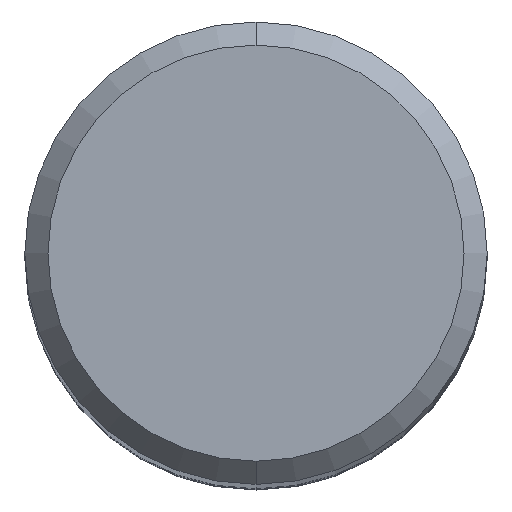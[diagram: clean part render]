
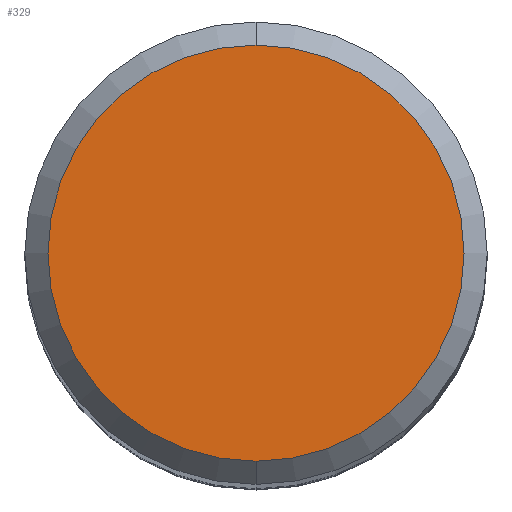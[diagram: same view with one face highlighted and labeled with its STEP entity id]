
A CAD part, top view. The second image highlights one B-rep face of the part: STEP entity #329.
In plain terms, the highlighted planar face has unit normal (0, 0, 1).
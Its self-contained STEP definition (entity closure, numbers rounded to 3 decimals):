
#281=EDGE_CURVE('',#373,#355,#595,.T.);
#315=EDGE_CURVE('',#355,#373,#634,.T.);
#329=ADVANCED_FACE('',(#649),#650,.T.);
#355=VERTEX_POINT('',#678);
#373=VERTEX_POINT('',#699);
#595=CIRCLE('',#1136,5.4);
#634=CIRCLE('',#1185,5.4);
#649=FACE_OUTER_BOUND('',#1202,.T.);
#650=PLANE('',#1203);
#678=CARTESIAN_POINT('',(0.,-5.4,0.0));
#699=CARTESIAN_POINT('',(0.0,5.4,0.0));
#1136=AXIS2_PLACEMENT_3D('',#1616,#1617,#1618);
#1185=AXIS2_PLACEMENT_3D('',#1673,#1674,#1675);
#1202=EDGE_LOOP('',(#1688,#1689));
#1203=AXIS2_PLACEMENT_3D('',#1690,#1691,#1692);
#1616=CARTESIAN_POINT('',(0.0,0.0,0.0));
#1617=DIRECTION('',(0.0,0.0,-1.0));
#1618=DIRECTION('',(0.0,1.0,0.0));
#1673=CARTESIAN_POINT('',(0.0,0.0,0.0));
#1674=DIRECTION('',(0.0,0.0,-1.0));
#1675=DIRECTION('',(0.0,1.0,0.0));
#1688=ORIENTED_EDGE('',*,*,#281,.F.);
#1689=ORIENTED_EDGE('',*,*,#315,.F.);
#1690=CARTESIAN_POINT('',(0.0,2.7,0.0));
#1691=DIRECTION('',(-0.0,0.0,1.0));
#1692=DIRECTION('',(0.0,-1.0,0.0));
